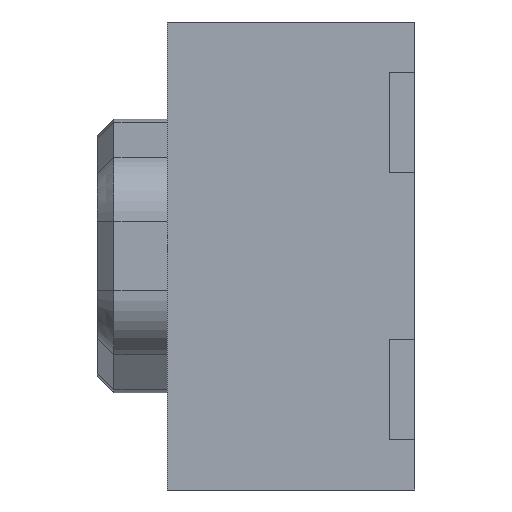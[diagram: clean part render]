
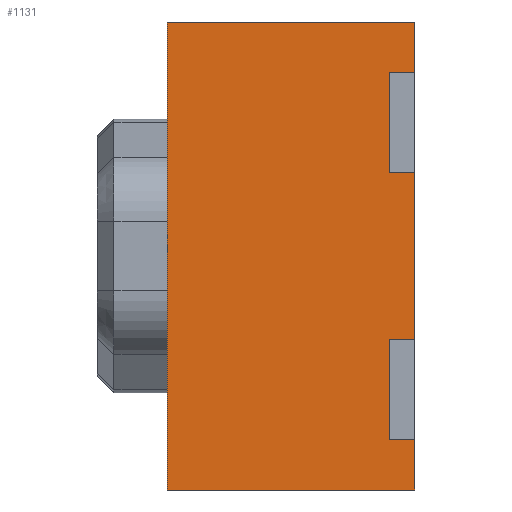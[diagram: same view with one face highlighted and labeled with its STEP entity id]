
A CAD part, left-side view. The second image highlights one B-rep face of the part: STEP entity #1131.
In plain terms, the highlighted planar face has unit normal (-1, 0, 0).
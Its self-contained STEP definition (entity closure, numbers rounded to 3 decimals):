
#45 = FACE_OUTER_BOUND ( 'NONE', #2115, .T. ) ;
#73 = CARTESIAN_POINT ( 'NONE',  ( -1.9, 0.15, 0.5 ) ) ;
#78 = DIRECTION ( 'NONE',  ( 0., 0., -1. ) ) ;
#91 = CARTESIAN_POINT ( 'NONE',  ( -1.9, 1.48, 1.4 ) ) ;
#93 = CARTESIAN_POINT ( 'NONE',  ( -1.9, 0.15, -0.5 ) ) ;
#114 = CARTESIAN_POINT ( 'NONE',  ( -1.9, 1.48, 1.4 ) ) ;
#175 = EDGE_CURVE ( 'NONE', #180, #1586, #931, .T. ) ;
#180 = VERTEX_POINT ( 'NONE', #1732 ) ;
#191 = LINE ( 'NONE', #1827, #491 ) ;
#251 = EDGE_CURVE ( 'NONE', #986, #707, #1903, .T. ) ;
#283 = VECTOR ( 'NONE', #1078, 1000. ) ;
#287 = DIRECTION ( 'NONE',  ( 0., 0., 1. ) ) ;
#295 = LINE ( 'NONE', #1772, #1302 ) ;
#296 = VERTEX_POINT ( 'NONE', #896 ) ;
#349 = ORIENTED_EDGE ( 'NONE', *, *, #621, .T. ) ;
#351 = DIRECTION ( 'NONE',  ( 0., -1., 0. ) ) ;
#443 = CARTESIAN_POINT ( 'NONE',  ( -1.9, 0.15, 0.5 ) ) ;
#445 = ORIENTED_EDGE ( 'NONE', *, *, #1951, .F. ) ;
#490 = ORIENTED_EDGE ( 'NONE', *, *, #1162, .T. ) ;
#491 = VECTOR ( 'NONE', #351, 1000. ) ;
#513 = CARTESIAN_POINT ( 'NONE',  ( -1.9, 0., 1.1 ) ) ;
#556 = CARTESIAN_POINT ( 'NONE',  ( -1.9, 0., -1.1 ) ) ;
#571 = CARTESIAN_POINT ( 'NONE',  ( -1.9, 0.15, -1.1 ) ) ;
#590 = DIRECTION ( 'NONE',  ( 0., 0., 1. ) ) ;
#603 = DIRECTION ( 'NONE',  ( 0., -1., 0. ) ) ;
#621 = EDGE_CURVE ( 'NONE', #180, #1311, #715, .T. ) ;
#634 = DIRECTION ( 'NONE',  ( 1., 0., 0. ) ) ;
#688 = VECTOR ( 'NONE', #78, 1000. ) ;
#707 = VERTEX_POINT ( 'NONE', #2056 ) ;
#715 = LINE ( 'NONE', #93, #283 ) ;
#719 = LINE ( 'NONE', #1737, #1490 ) ;
#721 = EDGE_CURVE ( 'NONE', #1975, #296, #1660, .T. ) ;
#723 = VECTOR ( 'NONE', #1938, 1000. ) ;
#750 = VECTOR ( 'NONE', #773, 1000. ) ;
#755 = VECTOR ( 'NONE', #1075, 1000. ) ;
#773 = DIRECTION ( 'NONE',  ( 0., 0., 1. ) ) ;
#786 = ORIENTED_EDGE ( 'NONE', *, *, #251, .F. ) ;
#800 = VERTEX_POINT ( 'NONE', #513 ) ;
#822 = CARTESIAN_POINT ( 'NONE',  ( -1.9, 0.15, -1.1 ) ) ;
#850 = EDGE_CURVE ( 'NONE', #2089, #800, #191, .T. ) ;
#889 = CARTESIAN_POINT ( 'NONE',  ( -1.9, 1.48, -1.4 ) ) ;
#890 = DIRECTION ( 'NONE',  ( 0., 0., -1. ) ) ;
#891 = VERTEX_POINT ( 'NONE', #1506 ) ;
#894 = CARTESIAN_POINT ( 'NONE',  ( -1.9, 1.48, 1.4 ) ) ;
#896 = CARTESIAN_POINT ( 'NONE',  ( -1.9, 0., 0.5 ) ) ;
#931 = LINE ( 'NONE', #571, #688 ) ;
#938 = DIRECTION ( 'NONE',  ( 0., -1., 0. ) ) ;
#961 = CARTESIAN_POINT ( 'NONE',  ( -1.9, 0., 1.4 ) ) ;
#986 = VERTEX_POINT ( 'NONE', #889 ) ;
#1025 = VECTOR ( 'NONE', #590, 1000. ) ;
#1031 = LINE ( 'NONE', #1104, #1090 ) ;
#1075 = DIRECTION ( 'NONE',  ( 0., -1., 0. ) ) ;
#1078 = DIRECTION ( 'NONE',  ( 0., -1., 0. ) ) ;
#1090 = VECTOR ( 'NONE', #603, 1000. ) ;
#1102 = VECTOR ( 'NONE', #890, 1000. ) ;
#1104 = CARTESIAN_POINT ( 'NONE',  ( -1.9, 1.48, -1.4 ) ) ;
#1131 = ADVANCED_FACE ( 'NONE', ( #45 ), #1426, .F. ) ;
#1162 = EDGE_CURVE ( 'NONE', #800, #891, #1707, .T. ) ;
#1188 = LINE ( 'NONE', #961, #750 ) ;
#1201 = EDGE_CURVE ( 'NONE', #1311, #296, #295, .T. ) ;
#1258 = ORIENTED_EDGE ( 'NONE', *, *, #2013, .T. ) ;
#1293 = CARTESIAN_POINT ( 'NONE',  ( -1.9, 0.15, 1.1 ) ) ;
#1302 = VECTOR ( 'NONE', #287, 1000. ) ;
#1311 = VERTEX_POINT ( 'NONE', #2053 ) ;
#1333 = VERTEX_POINT ( 'NONE', #556 ) ;
#1348 = EDGE_CURVE ( 'NONE', #2089, #1975, #1480, .T. ) ;
#1426 = PLANE ( 'NONE',  #1447 ) ;
#1447 = AXIS2_PLACEMENT_3D ( 'NONE', #114, #634, #1794 ) ;
#1480 = LINE ( 'NONE', #1727, #1102 ) ;
#1488 = ORIENTED_EDGE ( 'NONE', *, *, #1201, .T. ) ;
#1490 = VECTOR ( 'NONE', #1564, 1000. ) ;
#1506 = CARTESIAN_POINT ( 'NONE',  ( -1.9, 0., 1.4 ) ) ;
#1564 = DIRECTION ( 'NONE',  ( 0., -1., 0. ) ) ;
#1583 = CARTESIAN_POINT ( 'NONE',  ( -1.9, 0., -1.4 ) ) ;
#1586 = VERTEX_POINT ( 'NONE', #822 ) ;
#1623 = EDGE_CURVE ( 'NONE', #986, #1933, #1031, .T. ) ;
#1634 = EDGE_CURVE ( 'NONE', #707, #891, #1638, .T. ) ;
#1638 = LINE ( 'NONE', #91, #755 ) ;
#1660 = LINE ( 'NONE', #443, #1786 ) ;
#1673 = ORIENTED_EDGE ( 'NONE', *, *, #1348, .F. ) ;
#1704 = ORIENTED_EDGE ( 'NONE', *, *, #850, .T. ) ;
#1707 = LINE ( 'NONE', #1764, #723 ) ;
#1727 = CARTESIAN_POINT ( 'NONE',  ( -1.9, 0.15, 0.5 ) ) ;
#1732 = CARTESIAN_POINT ( 'NONE',  ( -1.9, 0.15, -0.5 ) ) ;
#1737 = CARTESIAN_POINT ( 'NONE',  ( -1.9, 0.15, -1.1 ) ) ;
#1764 = CARTESIAN_POINT ( 'NONE',  ( -1.9, 0., 1.4 ) ) ;
#1772 = CARTESIAN_POINT ( 'NONE',  ( -1.9, 0., 1.4 ) ) ;
#1786 = VECTOR ( 'NONE', #938, 1000. ) ;
#1794 = DIRECTION ( 'NONE',  ( 0., 0., -1. ) ) ;
#1795 = ORIENTED_EDGE ( 'NONE', *, *, #1623, .T. ) ;
#1802 = ORIENTED_EDGE ( 'NONE', *, *, #175, .F. ) ;
#1827 = CARTESIAN_POINT ( 'NONE',  ( -1.9, 0.15, 1.1 ) ) ;
#1890 = ORIENTED_EDGE ( 'NONE', *, *, #1634, .F. ) ;
#1903 = LINE ( 'NONE', #894, #1025 ) ;
#1920 = ORIENTED_EDGE ( 'NONE', *, *, #721, .F. ) ;
#1933 = VERTEX_POINT ( 'NONE', #1583 ) ;
#1938 = DIRECTION ( 'NONE',  ( 0., 0., 1. ) ) ;
#1951 = EDGE_CURVE ( 'NONE', #1586, #1333, #719, .T. ) ;
#1975 = VERTEX_POINT ( 'NONE', #73 ) ;
#2013 = EDGE_CURVE ( 'NONE', #1933, #1333, #1188, .T. ) ;
#2053 = CARTESIAN_POINT ( 'NONE',  ( -1.9, 0., -0.5 ) ) ;
#2056 = CARTESIAN_POINT ( 'NONE',  ( -1.9, 1.48, 1.4 ) ) ;
#2089 = VERTEX_POINT ( 'NONE', #1293 ) ;
#2115 = EDGE_LOOP ( 'NONE', ( #1920, #1673, #1704, #490, #1890, #786, #1795, #1258, #445, #1802, #349, #1488 ) ) ;
